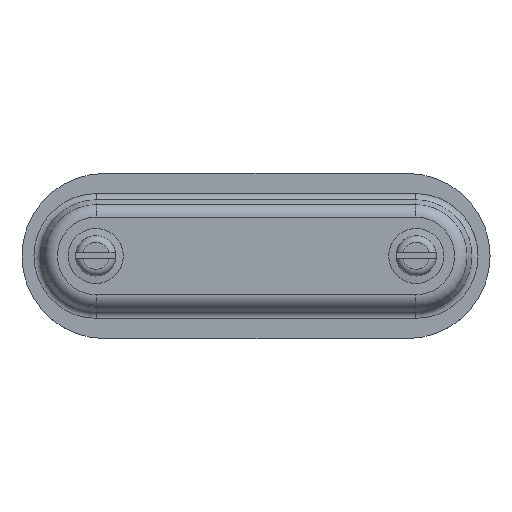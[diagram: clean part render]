
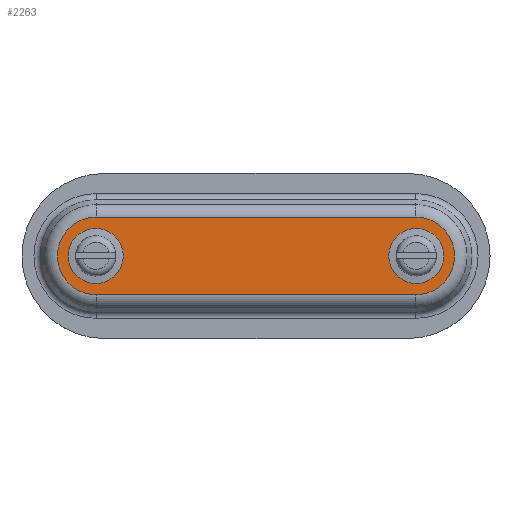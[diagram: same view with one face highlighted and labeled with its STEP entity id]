
A CAD part, top view. The second image highlights one B-rep face of the part: STEP entity #2263.
In plain terms, the highlighted planar face has unit normal (0, 0, 1).
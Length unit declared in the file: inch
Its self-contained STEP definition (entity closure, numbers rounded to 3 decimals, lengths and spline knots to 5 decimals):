
#134=FACE_BOUND('',#390,.T.);
#135=FACE_BOUND('',#391,.T.);
#170=PLANE('',#2555);
#240=FACE_OUTER_BOUND('',#389,.T.);
#389=EDGE_LOOP('',(#1618,#1619,#1620,#1621));
#390=EDGE_LOOP('',(#1622));
#391=EDGE_LOOP('',(#1623));
#570=LINE('',#3604,#736);
#571=LINE('',#3607,#737);
#736=VECTOR('',#2903,2.9);
#737=VECTOR('',#2906,2.9);
#896=CIRCLE('',#2556,0.35292);
#897=CIRCLE('',#2557,0.35292);
#898=CIRCLE('',#2558,0.10938);
#899=CIRCLE('',#2559,0.10938);
#1028=VERTEX_POINT('',#3600);
#1029=VERTEX_POINT('',#3601);
#1030=VERTEX_POINT('',#3603);
#1031=VERTEX_POINT('',#3605);
#1032=VERTEX_POINT('',#3608);
#1033=VERTEX_POINT('',#3610);
#1254=EDGE_CURVE('',#1028,#1029,#896,.T.);
#1255=EDGE_CURVE('',#1029,#1030,#570,.T.);
#1256=EDGE_CURVE('',#1030,#1031,#897,.T.);
#1257=EDGE_CURVE('',#1031,#1028,#571,.T.);
#1258=EDGE_CURVE('',#1032,#1032,#898,.T.);
#1259=EDGE_CURVE('',#1033,#1033,#899,.T.);
#1618=ORIENTED_EDGE('',*,*,#1254,.T.);
#1619=ORIENTED_EDGE('',*,*,#1255,.T.);
#1620=ORIENTED_EDGE('',*,*,#1256,.T.);
#1621=ORIENTED_EDGE('',*,*,#1257,.T.);
#1622=ORIENTED_EDGE('',*,*,#1258,.T.);
#1623=ORIENTED_EDGE('',*,*,#1259,.T.);
#2263=ADVANCED_FACE('',(#240,#134,#135),#170,.T.);
#2555=AXIS2_PLACEMENT_3D('',#3599,#2899,#2900);
#2556=AXIS2_PLACEMENT_3D('',#3602,#2901,#2902);
#2557=AXIS2_PLACEMENT_3D('',#3606,#2904,#2905);
#2558=AXIS2_PLACEMENT_3D('',#3609,#2907,#2908);
#2559=AXIS2_PLACEMENT_3D('',#3611,#2909,#2910);
#2899=DIRECTION('center_axis',(0.,0.,1.));
#2900=DIRECTION('ref_axis',(1.,0.,0.));
#2901=DIRECTION('center_axis',(0.,0.,1.));
#2902=DIRECTION('ref_axis',(1.,0.,0.));
#2903=DIRECTION('',(1.,0.,0.));
#2904=DIRECTION('center_axis',(0.,0.,1.));
#2905=DIRECTION('ref_axis',(1.,0.,0.));
#2906=DIRECTION('',(-1.,0.,0.));
#2907=DIRECTION('center_axis',(0.,0.,-1.));
#2908=DIRECTION('ref_axis',(-1.,0.,0.));
#2909=DIRECTION('center_axis',(0.,0.,-1.));
#2910=DIRECTION('ref_axis',(-1.,0.,0.));
#3599=CARTESIAN_POINT('Origin',(-2.,0.,0.29));
#3600=CARTESIAN_POINT('',(-2.075,0.35292,0.29));
#3601=CARTESIAN_POINT('',(-2.075,-0.35292,0.29));
#3602=CARTESIAN_POINT('Origin',(-2.075,0.,0.29));
#3603=CARTESIAN_POINT('',(0.825,-0.35292,0.29));
#3604=CARTESIAN_POINT('',(-2.075,-0.35292,0.29));
#3605=CARTESIAN_POINT('',(0.825,0.35292,0.29));
#3606=CARTESIAN_POINT('Origin',(0.825,0.,0.29));
#3607=CARTESIAN_POINT('',(0.825,0.35292,0.29));
#3608=CARTESIAN_POINT('',(0.72063,0.,0.29));
#3609=CARTESIAN_POINT('Origin',(0.83,0.,0.29));
#3610=CARTESIAN_POINT('',(-2.18938,0.,0.29));
#3611=CARTESIAN_POINT('Origin',(-2.08,0.,0.29));
